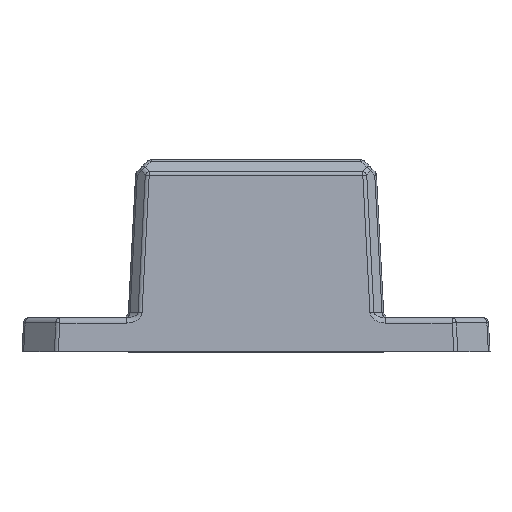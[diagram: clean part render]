
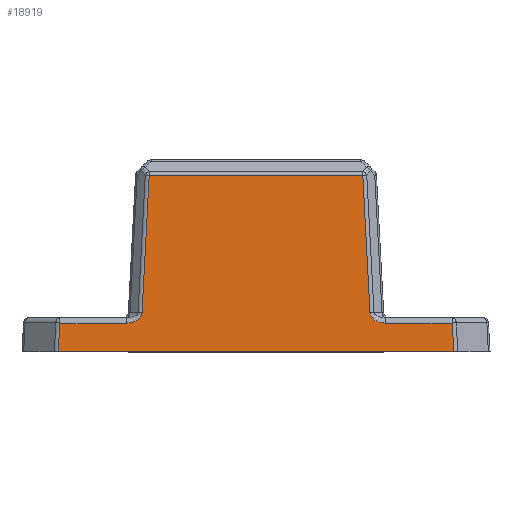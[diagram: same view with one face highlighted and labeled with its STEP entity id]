
A CAD part, top view. The second image highlights one B-rep face of the part: STEP entity #18919.
In plain terms, the highlighted planar face has unit normal (0, 0.052, 0.999).
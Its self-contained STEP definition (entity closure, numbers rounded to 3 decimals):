
#1 = CARTESIAN_POINT ( 'NONE',  ( -11.472, -10.974, 7.368 ) ) ;
#211 = ORIENTED_EDGE ( 'NONE', *, *, #18776, .T. ) ;
#237 = ORIENTED_EDGE ( 'NONE', *, *, #2369, .T. ) ;
#266 = CARTESIAN_POINT ( 'NONE',  ( 9.47, 2.138, 6.68 ) ) ;
#324 = VERTEX_POINT ( 'NONE', #8125 ) ;
#924 = CARTESIAN_POINT ( 'NONE',  ( -17.399, -10.974, 7.368 ) ) ;
#1686 = VECTOR ( 'NONE', #6149, 1000. ) ;
#1746 = EDGE_LOOP ( 'NONE', ( #237, #9582, #11052, #11974, #13724, #3847, #211, #7777, #20004, #16165 ) ) ;
#2155 = VECTOR ( 'NONE', #8448, 1000. ) ;
#2198 = VECTOR ( 'NONE', #2534, 1000. ) ;
#2309 = CARTESIAN_POINT ( 'NONE',  ( 10.23, -12.364, 7.44 ) ) ;
#2369 = EDGE_CURVE ( 'NONE', #11704, #5761, #15543, .T. ) ;
#2534 = DIRECTION ( 'NONE',  ( -0.052, 0.997, -0.052 ) ) ;
#2570 = VECTOR ( 'NONE', #18282, 1000. ) ;
#2947 = VERTEX_POINT ( 'NONE', #266 ) ;
#3001 = CARTESIAN_POINT ( 'NONE',  ( 17.539, -13.5, 7.5 ) ) ;
#3234 = DIRECTION ( 'NONE',  ( 0., -0.999, 0.052 ) ) ;
#3404 = VECTOR ( 'NONE', #4013, 1000. ) ;
#3847 = ORIENTED_EDGE ( 'NONE', *, *, #7660, .T. ) ;
#4013 = DIRECTION ( 'NONE',  ( 1., 0., 0. ) ) ;
#4046 = VECTOR ( 'NONE', #12687, 1000. ) ;
#4059 = VECTOR ( 'NONE', #5719, 1000. ) ;
#4221 = CARTESIAN_POINT ( 'NONE',  ( -17.515, -13.186, 7.484 ) ) ;
#4252 = FACE_OUTER_BOUND ( 'NONE', #1746, .T. ) ;
#4762 = LINE ( 'NONE', #6158, #4046 ) ;
#5026 = EDGE_CURVE ( 'NONE', #18900, #2947, #19892, .T. ) ;
#5719 = DIRECTION ( 'NONE',  ( -0.052, -0.997, 0.052 ) ) ;
#5761 = VERTEX_POINT ( 'NONE', #3001 ) ;
#6149 = DIRECTION ( 'NONE',  ( -1., 0., 0. ) ) ;
#6158 = CARTESIAN_POINT ( 'NONE',  ( -11.5, 2.138, 6.68 ) ) ;
#6526 = CARTESIAN_POINT ( 'NONE',  ( -9.47, 2.138, 6.68 ) ) ;
#7215 = CARTESIAN_POINT ( 'NONE',  ( 11.472, -10.974, 7.368 ) ) ;
#7334 = CARTESIAN_POINT ( 'NONE',  ( 11.472, -10.974, 7.368 ) ) ;
#7660 = EDGE_CURVE ( 'NONE', #2947, #9243, #4762, .T. ) ;
#7777 = ORIENTED_EDGE ( 'NONE', *, *, #19930, .F. ) ;
#7997 = PLANE ( 'NONE',  #16249 ) ;
#8125 = CARTESIAN_POINT ( 'NONE',  ( 17.406, -10.974, 7.368 ) ) ;
#8448 = DIRECTION ( 'NONE',  ( -0.052, 0.997, -0.052 ) ) ;
#8470 = CARTESIAN_POINT ( 'NONE',  ( -17.531, -13.5, 7.5 ) ) ;
#8530 = EDGE_CURVE ( 'NONE', #324, #10788, #9481, .T. ) ;
#8658 = CARTESIAN_POINT ( 'NONE',  ( -10.108, -10.048, 7.319 ) ) ;
#8787 = DIRECTION ( 'NONE',  ( -1., 0., 0. ) ) ;
#8938 = EDGE_CURVE ( 'NONE', #18900, #10788, #15329, .T. ) ;
#9097 = VERTEX_POINT ( 'NONE', #1 ) ;
#9116 =( BOUNDED_CURVE ( )  B_SPLINE_CURVE ( 3, ( #18473, #9189, #13591, #19974 ),
 .UNSPECIFIED., .F., .F. ) 
 B_SPLINE_CURVE_WITH_KNOTS ( ( 4, 4 ),
 ( 1.645, 3.141 ),
 .UNSPECIFIED. ) 
 CURVE ( )  GEOMETRIC_REPRESENTATION_ITEM ( )  RATIONAL_B_SPLINE_CURVE ( ( 1., 0.822, 0.822, 1. ) ) 
 REPRESENTATION_ITEM ( '' )  );
#9189 = CARTESIAN_POINT ( 'NONE',  ( -10.69, -10.974, 7.368 ) ) ;
#9243 = VERTEX_POINT ( 'NONE', #6526 ) ;
#9336 = DIRECTION ( 'NONE',  ( 0., 0.052, 0.999 ) ) ;
#9397 = EDGE_CURVE ( 'NONE', #12120, #11704, #14256, .T. ) ;
#9481 = LINE ( 'NONE', #13993, #1686 ) ;
#9529 = CARTESIAN_POINT ( 'NONE',  ( -11.5, -13.5, 7.5 ) ) ;
#9582 = ORIENTED_EDGE ( 'NONE', *, *, #13080, .T. ) ;
#9745 = LINE ( 'NONE', #11819, #2198 ) ;
#10175 = CARTESIAN_POINT ( 'NONE',  ( 10.108, -10.048, 7.319 ) ) ;
#10299 = CARTESIAN_POINT ( 'NONE',  ( 10.69, -10.974, 7.368 ) ) ;
#10338 = LINE ( 'NONE', #10595, #2570 ) ;
#10595 = CARTESIAN_POINT ( 'NONE',  ( -10.293, -13.563, 7.503 ) ) ;
#10788 = VERTEX_POINT ( 'NONE', #7215 ) ;
#11052 = ORIENTED_EDGE ( 'NONE', *, *, #8530, .T. ) ;
#11110 = LINE ( 'NONE', #18050, #19872 ) ;
#11704 = VERTEX_POINT ( 'NONE', #8470 ) ;
#11819 = CARTESIAN_POINT ( 'NONE',  ( 17.459, -11.986, 7.421 ) ) ;
#11974 = ORIENTED_EDGE ( 'NONE', *, *, #8938, .F. ) ;
#12120 = VERTEX_POINT ( 'NONE', #924 ) ;
#12146 = EDGE_CURVE ( 'NONE', #9097, #12120, #11110, .T. ) ;
#12687 = DIRECTION ( 'NONE',  ( -1., 0., 0. ) ) ;
#13080 = EDGE_CURVE ( 'NONE', #5761, #324, #9745, .T. ) ;
#13591 = CARTESIAN_POINT ( 'NONE',  ( -10.137, -10.598, 7.348 ) ) ;
#13724 = ORIENTED_EDGE ( 'NONE', *, *, #5026, .T. ) ;
#13993 = CARTESIAN_POINT ( 'NONE',  ( 10.339, -10.974, 7.368 ) ) ;
#14256 = LINE ( 'NONE', #4221, #4059 ) ;
#15329 =( BOUNDED_CURVE ( )  B_SPLINE_CURVE ( 3, ( #10175, #19617, #10299, #7334 ),
 .UNSPECIFIED., .F., .F. ) 
 B_SPLINE_CURVE_WITH_KNOTS ( ( 4, 4 ),
 ( 3.142, 4.639 ),
 .UNSPECIFIED. ) 
 CURVE ( )  GEOMETRIC_REPRESENTATION_ITEM ( )  RATIONAL_B_SPLINE_CURVE ( ( 1., 0.822, 0.822, 1. ) ) 
 REPRESENTATION_ITEM ( '' )  );
#15512 = CARTESIAN_POINT ( 'NONE',  ( 10.108, -10.048, 7.319 ) ) ;
#15543 = LINE ( 'NONE', #16490, #3404 ) ;
#16165 = ORIENTED_EDGE ( 'NONE', *, *, #9397, .T. ) ;
#16249 = AXIS2_PLACEMENT_3D ( 'NONE', #9529, #9336, #3234 ) ;
#16490 = CARTESIAN_POINT ( 'NONE',  ( -11.5, -13.5, 7.5 ) ) ;
#17982 = VERTEX_POINT ( 'NONE', #8658 ) ;
#18050 = CARTESIAN_POINT ( 'NONE',  ( -11.5, -10.974, 7.368 ) ) ;
#18282 = DIRECTION ( 'NONE',  ( -0.052, -0.997, 0.052 ) ) ;
#18473 = CARTESIAN_POINT ( 'NONE',  ( -11.472, -10.974, 7.368 ) ) ;
#18776 = EDGE_CURVE ( 'NONE', #9243, #17982, #10338, .T. ) ;
#18900 = VERTEX_POINT ( 'NONE', #15512 ) ;
#18919 = ADVANCED_FACE ( 'NONE', ( #4252 ), #7997, .T. ) ;
#19617 = CARTESIAN_POINT ( 'NONE',  ( 10.137, -10.598, 7.348 ) ) ;
#19872 = VECTOR ( 'NONE', #8787, 1000. ) ;
#19892 = LINE ( 'NONE', #2309, #2155 ) ;
#19930 = EDGE_CURVE ( 'NONE', #9097, #17982, #9116, .T. ) ;
#19974 = CARTESIAN_POINT ( 'NONE',  ( -10.108, -10.048, 7.319 ) ) ;
#20004 = ORIENTED_EDGE ( 'NONE', *, *, #12146, .T. ) ;
